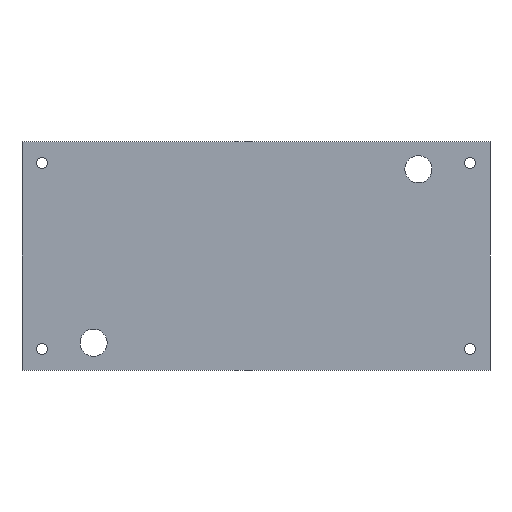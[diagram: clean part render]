
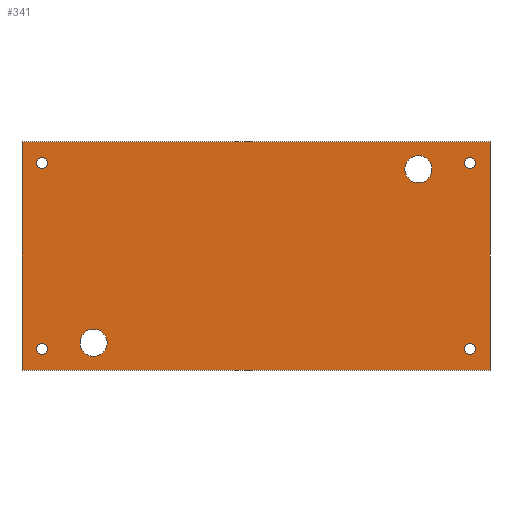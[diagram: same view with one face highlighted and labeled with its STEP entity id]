
A CAD part, front view. The second image highlights one B-rep face of the part: STEP entity #341.
In plain terms, the highlighted planar face has unit normal (0, -1, 0).
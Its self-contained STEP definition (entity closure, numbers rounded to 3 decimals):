
#2 = CARTESIAN_POINT ( 'NONE',  ( 19.748, 0., -8.572 ) ) ;
#4 = EDGE_CURVE ( 'NONE', #335, #460, #8, .T. ) ;
#5 = VERTEX_POINT ( 'NONE', #467 ) ;
#8 = CIRCLE ( 'NONE', #19, 1.25 ) ;
#10 = ORIENTED_EDGE ( 'NONE', *, *, #350, .T. ) ;
#12 = VERTEX_POINT ( 'NONE', #274 ) ;
#17 = FACE_BOUND ( 'NONE', #576, .T. ) ;
#19 = AXIS2_PLACEMENT_3D ( 'NONE', #554, #459, #312 ) ;
#20 = CIRCLE ( 'NONE', #523, 1.25 ) ;
#27 = EDGE_CURVE ( 'NONE', #45, #429, #223, .T. ) ;
#29 = VERTEX_POINT ( 'NONE', #265 ) ;
#30 = EDGE_CURVE ( 'NONE', #429, #298, #513, .T. ) ;
#32 = DIRECTION ( 'NONE',  ( 1., 0., 0. ) ) ;
#37 = CARTESIAN_POINT ( 'NONE',  ( -21.59, 0., -10.541 ) ) ;
#40 = CARTESIAN_POINT ( 'NONE',  ( 19.748, 0., 8.572 ) ) ;
#42 = CIRCLE ( 'NONE', #149, 0.5 ) ;
#45 = VERTEX_POINT ( 'NONE', #413 ) ;
#54 = EDGE_CURVE ( 'NONE', #300, #5, #195, .T. ) ;
#57 = CARTESIAN_POINT ( 'NONE',  ( -14.986, 0., -8.001 ) ) ;
#59 = CARTESIAN_POINT ( 'NONE',  ( 19.248, 0., 8.572 ) ) ;
#63 = CIRCLE ( 'NONE', #118, 1.25 ) ;
#68 = FACE_BOUND ( 'NONE', #169, .T. ) ;
#70 = CARTESIAN_POINT ( 'NONE',  ( 16.236, 0., 8.001 ) ) ;
#73 = AXIS2_PLACEMENT_3D ( 'NONE', #318, #367, #32 ) ;
#74 = VECTOR ( 'NONE', #278, 1000. ) ;
#77 = DIRECTION ( 'NONE',  ( 1., 0., 0. ) ) ;
#82 = CARTESIAN_POINT ( 'NONE',  ( 13.736, 0., 8.001 ) ) ;
#88 = CARTESIAN_POINT ( 'NONE',  ( 20.248, 0., 8.572 ) ) ;
#89 = DIRECTION ( 'NONE',  ( 0., 1., 0. ) ) ;
#92 = DIRECTION ( 'NONE',  ( 0., 0., 1. ) ) ;
#95 = AXIS2_PLACEMENT_3D ( 'NONE', #310, #370, #134 ) ;
#101 = VERTEX_POINT ( 'NONE', #82 ) ;
#103 = VERTEX_POINT ( 'NONE', #88 ) ;
#106 = CIRCLE ( 'NONE', #466, 1.25 ) ;
#112 = DIRECTION ( 'NONE',  ( 0., 1., 0. ) ) ;
#113 = EDGE_CURVE ( 'NONE', #298, #126, #183, .T. ) ;
#116 = AXIS2_PLACEMENT_3D ( 'NONE', #40, #525, #233 ) ;
#118 = AXIS2_PLACEMENT_3D ( 'NONE', #171, #273, #604 ) ;
#119 = ORIENTED_EDGE ( 'NONE', *, *, #4, .T. ) ;
#121 = ORIENTED_EDGE ( 'NONE', *, *, #331, .T. ) ;
#125 = DIRECTION ( 'NONE',  ( 0., 1., 0. ) ) ;
#126 = VERTEX_POINT ( 'NONE', #390 ) ;
#129 = DIRECTION ( 'NONE',  ( 1., 0., 0. ) ) ;
#134 = DIRECTION ( 'NONE',  ( 1., 0., 0. ) ) ;
#137 = AXIS2_PLACEMENT_3D ( 'NONE', #177, #125, #129 ) ;
#147 = ORIENTED_EDGE ( 'NONE', *, *, #368, .T. ) ;
#148 = VECTOR ( 'NONE', #601, 1000. ) ;
#149 = AXIS2_PLACEMENT_3D ( 'NONE', #2, #89, #241 ) ;
#159 = ORIENTED_EDGE ( 'NONE', *, *, #173, .T. ) ;
#169 = EDGE_LOOP ( 'NONE', ( #332, #358 ) ) ;
#171 = CARTESIAN_POINT ( 'NONE',  ( 14.986, 0., 8.001 ) ) ;
#173 = EDGE_CURVE ( 'NONE', #103, #277, #224, .T. ) ;
#174 = DIRECTION ( 'NONE',  ( 0., 1., 0. ) ) ;
#177 = CARTESIAN_POINT ( 'NONE',  ( 0., 0., 0. ) ) ;
#178 = CARTESIAN_POINT ( 'NONE',  ( 19.748, 0., -8.572 ) ) ;
#183 = LINE ( 'NONE', #502, #234 ) ;
#186 = CARTESIAN_POINT ( 'NONE',  ( 21.59, 0., 10.541 ) ) ;
#195 = CIRCLE ( 'NONE', #606, 0.5 ) ;
#201 = ORIENTED_EDGE ( 'NONE', *, *, #541, .T. ) ;
#204 = CARTESIAN_POINT ( 'NONE',  ( 21.59, 0., -10.541 ) ) ;
#220 = DIRECTION ( 'NONE',  ( 0., 0., -1. ) ) ;
#223 = LINE ( 'NONE', #422, #444 ) ;
#224 = CIRCLE ( 'NONE', #116, 0.5 ) ;
#225 = CIRCLE ( 'NONE', #575, 0.5 ) ;
#233 = DIRECTION ( 'NONE',  ( 1., 0., 0. ) ) ;
#234 = VECTOR ( 'NONE', #457, 1000. ) ;
#240 = EDGE_LOOP ( 'NONE', ( #592, #325, #384, #348 ) ) ;
#241 = DIRECTION ( 'NONE',  ( 1., 0., 0. ) ) ;
#251 = DIRECTION ( 'NONE',  ( 0., 1., 0. ) ) ;
#260 = FACE_BOUND ( 'NONE', #399, .T. ) ;
#261 = VERTEX_POINT ( 'NONE', #349 ) ;
#265 = CARTESIAN_POINT ( 'NONE',  ( -19.248, 0., -8.572 ) ) ;
#268 = DIRECTION ( 'NONE',  ( 0., 1., 0. ) ) ;
#273 = DIRECTION ( 'NONE',  ( 0., 1., 0. ) ) ;
#274 = CARTESIAN_POINT ( 'NONE',  ( -20.248, 0., 8.572 ) ) ;
#275 = DIRECTION ( 'NONE',  ( 0., 1., 0. ) ) ;
#277 = VERTEX_POINT ( 'NONE', #59 ) ;
#278 = DIRECTION ( 'NONE',  ( -1., 0., 0. ) ) ;
#281 = EDGE_LOOP ( 'NONE', ( #159, #10 ) ) ;
#283 = CARTESIAN_POINT ( 'NONE',  ( -20.248, 0., -8.572 ) ) ;
#295 = DIRECTION ( 'NONE',  ( 1., 0., 0. ) ) ;
#298 = VERTEX_POINT ( 'NONE', #204 ) ;
#300 = VERTEX_POINT ( 'NONE', #530 ) ;
#310 = CARTESIAN_POINT ( 'NONE',  ( -19.748, 0., -8.572 ) ) ;
#312 = DIRECTION ( 'NONE',  ( 0., 0., 1. ) ) ;
#313 = PLANE ( 'NONE',  #137 ) ;
#318 = CARTESIAN_POINT ( 'NONE',  ( 19.748, 0., 8.572 ) ) ;
#321 = AXIS2_PLACEMENT_3D ( 'NONE', #379, #275, #295 ) ;
#325 = ORIENTED_EDGE ( 'NONE', *, *, #113, .T. ) ;
#327 = LINE ( 'NONE', #186, #74 ) ;
#331 = EDGE_CURVE ( 'NONE', #261, #12, #333, .T. ) ;
#332 = ORIENTED_EDGE ( 'NONE', *, *, #443, .T. ) ;
#333 = CIRCLE ( 'NONE', #406, 0.5 ) ;
#335 = VERTEX_POINT ( 'NONE', #498 ) ;
#341 = ADVANCED_FACE ( 'NONE', ( #68, #260, #17, #392, #510, #608, #360 ), #313, .F. ) ;
#348 = ORIENTED_EDGE ( 'NONE', *, *, #27, .T. ) ;
#349 = CARTESIAN_POINT ( 'NONE',  ( -19.248, 0., 8.572 ) ) ;
#350 = EDGE_CURVE ( 'NONE', #277, #103, #629, .T. ) ;
#351 = ORIENTED_EDGE ( 'NONE', *, *, #463, .T. ) ;
#356 = EDGE_LOOP ( 'NONE', ( #201, #119 ) ) ;
#358 = ORIENTED_EDGE ( 'NONE', *, *, #482, .T. ) ;
#360 = FACE_OUTER_BOUND ( 'NONE', #240, .T. ) ;
#364 = DIRECTION ( 'NONE',  ( 1., 0., 0. ) ) ;
#367 = DIRECTION ( 'NONE',  ( 0., 1., 0. ) ) ;
#368 = EDGE_CURVE ( 'NONE', #630, #29, #434, .T. ) ;
#370 = DIRECTION ( 'NONE',  ( 0., 1., 0. ) ) ;
#379 = CARTESIAN_POINT ( 'NONE',  ( -19.748, 0., -8.572 ) ) ;
#384 = ORIENTED_EDGE ( 'NONE', *, *, #547, .T. ) ;
#389 = CIRCLE ( 'NONE', #321, 0.5 ) ;
#390 = CARTESIAN_POINT ( 'NONE',  ( 21.59, 0., 10.541 ) ) ;
#391 = EDGE_LOOP ( 'NONE', ( #519, #147 ) ) ;
#392 = FACE_BOUND ( 'NONE', #281, .T. ) ;
#399 = EDGE_LOOP ( 'NONE', ( #452, #431 ) ) ;
#406 = AXIS2_PLACEMENT_3D ( 'NONE', #589, #112, #491 ) ;
#413 = CARTESIAN_POINT ( 'NONE',  ( -21.59, 0., 10.541 ) ) ;
#422 = CARTESIAN_POINT ( 'NONE',  ( -21.59, 0., 10.541 ) ) ;
#429 = VERTEX_POINT ( 'NONE', #560 ) ;
#431 = ORIENTED_EDGE ( 'NONE', *, *, #573, .T. ) ;
#434 = CIRCLE ( 'NONE', #95, 0.5 ) ;
#443 = EDGE_CURVE ( 'NONE', #450, #101, #63, .T. ) ;
#444 = VECTOR ( 'NONE', #220, 1000. ) ;
#450 = VERTEX_POINT ( 'NONE', #70 ) ;
#452 = ORIENTED_EDGE ( 'NONE', *, *, #54, .T. ) ;
#457 = DIRECTION ( 'NONE',  ( 0., 0., 1. ) ) ;
#459 = DIRECTION ( 'NONE',  ( 0., 1., 0. ) ) ;
#460 = VERTEX_POINT ( 'NONE', #550 ) ;
#461 = DIRECTION ( 'NONE',  ( 0., 0., 1. ) ) ;
#463 = EDGE_CURVE ( 'NONE', #12, #261, #225, .T. ) ;
#466 = AXIS2_PLACEMENT_3D ( 'NONE', #57, #251, #92 ) ;
#467 = CARTESIAN_POINT ( 'NONE',  ( 19.248, 0., -8.572 ) ) ;
#482 = EDGE_CURVE ( 'NONE', #101, #450, #20, .T. ) ;
#491 = DIRECTION ( 'NONE',  ( 1., 0., 0. ) ) ;
#498 = CARTESIAN_POINT ( 'NONE',  ( -16.236, 0., -8.001 ) ) ;
#502 = CARTESIAN_POINT ( 'NONE',  ( 21.59, 0., -10.541 ) ) ;
#504 = CARTESIAN_POINT ( 'NONE',  ( -19.748, 0., 8.572 ) ) ;
#510 = FACE_BOUND ( 'NONE', #391, .T. ) ;
#513 = LINE ( 'NONE', #37, #148 ) ;
#519 = ORIENTED_EDGE ( 'NONE', *, *, #538, .T. ) ;
#523 = AXIS2_PLACEMENT_3D ( 'NONE', #553, #268, #461 ) ;
#525 = DIRECTION ( 'NONE',  ( 0., 1., 0. ) ) ;
#530 = CARTESIAN_POINT ( 'NONE',  ( 20.248, 0., -8.572 ) ) ;
#538 = EDGE_CURVE ( 'NONE', #29, #630, #389, .T. ) ;
#541 = EDGE_CURVE ( 'NONE', #460, #335, #106, .T. ) ;
#547 = EDGE_CURVE ( 'NONE', #126, #45, #327, .T. ) ;
#550 = CARTESIAN_POINT ( 'NONE',  ( -13.736, 0., -8.001 ) ) ;
#553 = CARTESIAN_POINT ( 'NONE',  ( 14.986, 0., 8.001 ) ) ;
#554 = CARTESIAN_POINT ( 'NONE',  ( -14.986, 0., -8.001 ) ) ;
#558 = DIRECTION ( 'NONE',  ( 0., 1., 0. ) ) ;
#560 = CARTESIAN_POINT ( 'NONE',  ( -21.59, 0., -10.541 ) ) ;
#573 = EDGE_CURVE ( 'NONE', #5, #300, #42, .T. ) ;
#575 = AXIS2_PLACEMENT_3D ( 'NONE', #504, #174, #364 ) ;
#576 = EDGE_LOOP ( 'NONE', ( #121, #351 ) ) ;
#589 = CARTESIAN_POINT ( 'NONE',  ( -19.748, 0., 8.572 ) ) ;
#592 = ORIENTED_EDGE ( 'NONE', *, *, #30, .T. ) ;
#601 = DIRECTION ( 'NONE',  ( 1., 0., 0. ) ) ;
#604 = DIRECTION ( 'NONE',  ( 0., 0., 1. ) ) ;
#606 = AXIS2_PLACEMENT_3D ( 'NONE', #178, #558, #77 ) ;
#608 = FACE_BOUND ( 'NONE', #356, .T. ) ;
#629 = CIRCLE ( 'NONE', #73, 0.5 ) ;
#630 = VERTEX_POINT ( 'NONE', #283 ) ;
